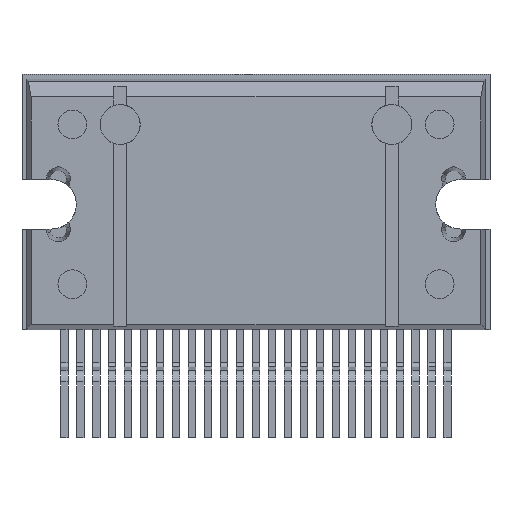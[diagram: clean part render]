
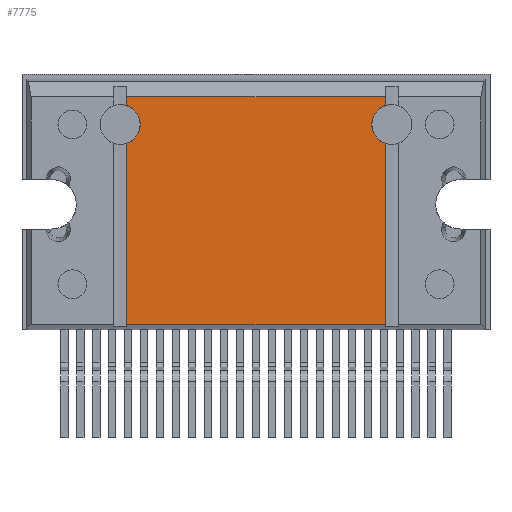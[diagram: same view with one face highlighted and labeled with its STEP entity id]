
A CAD part, front view. The second image highlights one B-rep face of the part: STEP entity #7775.
In plain terms, the highlighted planar face has unit normal (0, -1, 0).
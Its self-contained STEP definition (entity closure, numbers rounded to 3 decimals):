
#173=FACE_OUTER_BOUND('',#572,.T.);
#572=EDGE_LOOP('',(#5198,#5199,#5200,#5201,#5202,#5203,#5204,#5205));
#971=CIRCLE('',#8193,1.25);
#972=CIRCLE('',#8201,1.25);
#1207=LINE('',#11097,#2146);
#1216=LINE('',#11126,#2155);
#1221=LINE('',#11136,#2160);
#1334=LINE('',#11362,#2273);
#1335=LINE('',#11364,#2274);
#1336=LINE('',#11367,#2275);
#2146=VECTOR('',#8850,10.);
#2155=VECTOR('',#8877,10.);
#2160=VECTOR('',#8888,10.);
#2273=VECTOR('',#9003,10.);
#2274=VECTOR('',#9004,10.);
#2275=VECTOR('',#9007,10.);
#3084=VERTEX_POINT('',#11093);
#3085=VERTEX_POINT('',#11095);
#3092=VERTEX_POINT('',#11112);
#3095=VERTEX_POINT('',#11123);
#3098=VERTEX_POINT('',#11135);
#3210=VERTEX_POINT('',#11361);
#3211=VERTEX_POINT('',#11363);
#3212=VERTEX_POINT('',#11365);
#3872=EDGE_CURVE('',#3084,#3085,#1207,.T.);
#3881=EDGE_CURVE('',#3085,#3092,#971,.T.);
#3886=EDGE_CURVE('',#3092,#3095,#1216,.T.);
#3891=EDGE_CURVE('',#3084,#3098,#1221,.T.);
#4004=EDGE_CURVE('',#3210,#3095,#1334,.T.);
#4005=EDGE_CURVE('',#3210,#3211,#1335,.T.);
#4006=EDGE_CURVE('',#3211,#3212,#972,.T.);
#4007=EDGE_CURVE('',#3212,#3098,#1336,.T.);
#5198=ORIENTED_EDGE('',*,*,#3872,.T.);
#5199=ORIENTED_EDGE('',*,*,#3881,.T.);
#5200=ORIENTED_EDGE('',*,*,#3886,.T.);
#5201=ORIENTED_EDGE('',*,*,#4004,.F.);
#5202=ORIENTED_EDGE('',*,*,#4005,.T.);
#5203=ORIENTED_EDGE('',*,*,#4006,.T.);
#5204=ORIENTED_EDGE('',*,*,#4007,.T.);
#5205=ORIENTED_EDGE('',*,*,#3891,.F.);
#7411=PLANE('',#8200);
#7775=ADVANCED_FACE('',(#173),#7411,.T.);
#8193=AXIS2_PLACEMENT_3D('',#11114,#8865,#8866);
#8200=AXIS2_PLACEMENT_3D('',#11360,#9001,#9002);
#8201=AXIS2_PLACEMENT_3D('',#11366,#9005,#9006);
#8850=DIRECTION('',(0.,0.,1.));
#8865=DIRECTION('center_axis',(0.,1.,0.));
#8866=DIRECTION('ref_axis',(-1.,0.,0.));
#8877=DIRECTION('',(0.,0.,1.));
#8888=DIRECTION('',(-1.,0.,0.));
#9001=DIRECTION('center_axis',(0.,-1.,0.));
#9002=DIRECTION('ref_axis',(0.,0.,-1.));
#9003=DIRECTION('',(1.,0.,0.));
#9004=DIRECTION('',(0.,0.,-1.));
#9005=DIRECTION('center_axis',(0.,1.,0.));
#9006=DIRECTION('ref_axis',(1.,0.,0.));
#9007=DIRECTION('',(0.,0.,-1.));
#11093=CARTESIAN_POINT('',(8.1,-4.5,3.586));
#11095=CARTESIAN_POINT('',(8.1,-4.5,14.936));
#11097=CARTESIAN_POINT('',(8.1,-4.5,11.12));
#11112=CARTESIAN_POINT('',(8.1,-4.5,17.304));
#11114=CARTESIAN_POINT('Origin',(8.5,-4.5,16.12));
#11123=CARTESIAN_POINT('',(8.1,-4.5,17.854));
#11126=CARTESIAN_POINT('',(8.1,-4.5,11.12));
#11135=CARTESIAN_POINT('',(-8.1,-4.5,3.586));
#11136=CARTESIAN_POINT('',(-14.4,-4.5,3.586));
#11360=CARTESIAN_POINT('Origin',(0.,-4.5,11.12));
#11361=CARTESIAN_POINT('',(-8.1,-4.5,17.854));
#11362=CARTESIAN_POINT('',(-7.2,-4.5,17.854));
#11363=CARTESIAN_POINT('',(-8.1,-4.5,17.304));
#11364=CARTESIAN_POINT('',(-8.1,-4.5,11.12));
#11365=CARTESIAN_POINT('',(-8.1,-4.5,14.936));
#11366=CARTESIAN_POINT('Origin',(-8.5,-4.5,16.12));
#11367=CARTESIAN_POINT('',(-8.1,-4.5,11.12));
